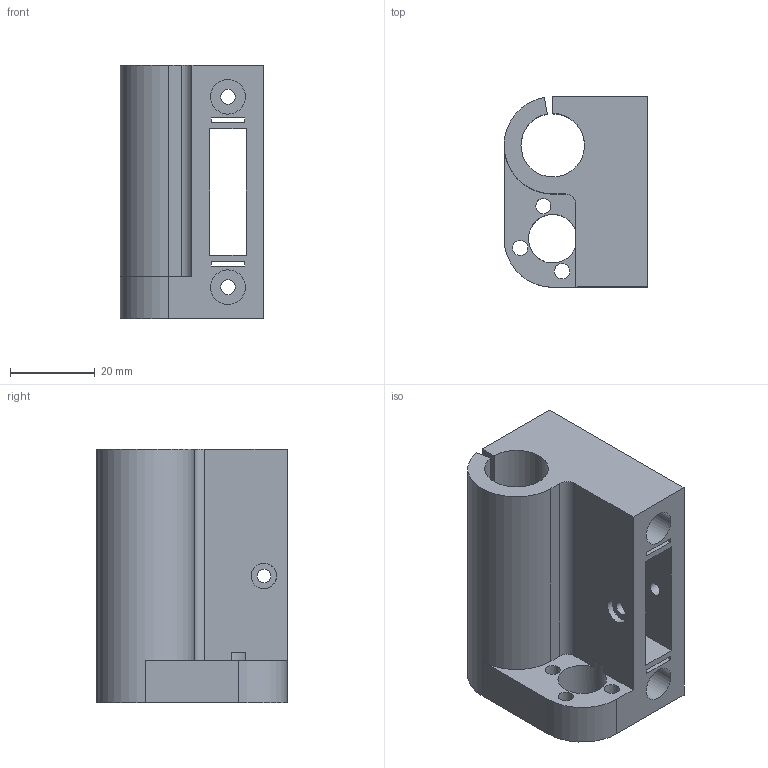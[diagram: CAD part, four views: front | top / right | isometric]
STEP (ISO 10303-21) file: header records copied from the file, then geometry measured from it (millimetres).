
FILE_DESCRIPTION(/* description */ (''),/* implementation_level */ '2;1');
FILE_NAME(/* name */ 'X_Idler_Right_V1.1_Leo_N.stp',/* time_stamp */ '2018-12-10T19:09:52+01:00',/* author */ (''),/* organization */ (''),/* preprocessor_version */ 'ST-DEVELOPER v15.2',/* originating_system */ 'Autodesk Translator Framework v2.0.0.5431',/* authorisation */ '');
FILE_SCHEMA (('AUTOMOTIVE_DESIGN { 1 0 10303 214 3 1 1 }'));
Length unit declared in the file: centimetre
Products named in the file (1): X_Idler_Right_V1.1_Leo_N
Bounding box: 34 x 45 x 60 mm (x, y, z)
Volume: 40560.2 mm3; surface area: 21809.3 mm2
Topology: 1 solids, 1 shells, 57 faces, 146 edges, 98 vertices
Faces by surface type: plane 40, cylinder 17
Full cylindrical faces by diameter (mm): 3.2 x2, 3.5 x2, 3.6 x3, 6 x1, 8.2 x2, 11.5 x1
Entity records: 1733 total; most frequent: CARTESIAN_POINT 289, DIRECTION 288, ORIENTED_EDGE 268, EDGE_CURVE 134, EDGE_LOOP 97, VERTEX_POINT 97, LINE 96, VECTOR 96
